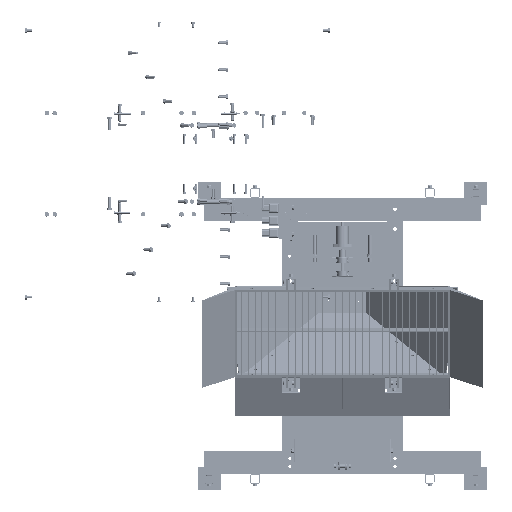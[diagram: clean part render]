
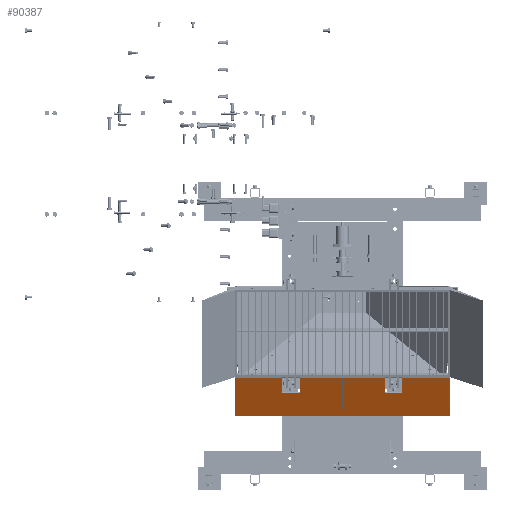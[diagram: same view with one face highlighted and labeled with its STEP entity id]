
A CAD part, top view. The second image highlights one B-rep face of the part: STEP entity #90387.
In plain terms, the highlighted planar face has unit normal (0, -0.481, 0.876).
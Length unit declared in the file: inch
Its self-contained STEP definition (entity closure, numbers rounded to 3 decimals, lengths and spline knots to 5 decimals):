
#34979=VERTEX_POINT('',#147167);
#34980=VERTEX_POINT('',#147168);
#34995=VERTEX_POINT('',#147199);
#35002=VERTEX_POINT('',#147218);
#35004=VERTEX_POINT('',#147222);
#35005=VERTEX_POINT('',#147223);
#35014=VERTEX_POINT('',#147251);
#35018=VERTEX_POINT('',#147260);
#35019=VERTEX_POINT('',#147264);
#35024=VERTEX_POINT('',#147278);
#35025=VERTEX_POINT('',#147280);
#35026=VERTEX_POINT('',#147285);
#41645=VECTOR('',#113178,1.);
#41659=VECTOR('',#113196,1.);
#41664=VECTOR('',#113215,1.);
#41666=VECTOR('',#113222,1.);
#41681=VECTOR('',#113245,1.);
#41682=VECTOR('',#113247,1.);
#41687=VECTOR('',#113253,1.);
#41689=VECTOR('',#113258,1.);
#41691=VECTOR('',#113261,1.);
#41692=VECTOR('',#113262,1.);
#48316=LINE('',#147166,#41645);
#48330=LINE('',#147200,#41659);
#48335=LINE('',#147219,#41664);
#48337=LINE('',#147229,#41666);
#48352=LINE('',#147261,#41681);
#48353=LINE('',#147263,#41682);
#48358=LINE('',#147274,#41687);
#48360=LINE('',#147279,#41689);
#48362=LINE('',#147283,#41691);
#48363=LINE('',#147284,#41692);
#58036=EDGE_CURVE('',#34979,#34980,#48316,.T.);
#58053=EDGE_CURVE('',#34980,#34995,#48330,.T.);
#58064=EDGE_CURVE('',#35002,#34995,#48335,.T.);
#58066=EDGE_CURVE('',#35004,#35005,#48335,.T.);
#58070=EDGE_CURVE('',#35004,#34979,#48337,.T.);
#58089=EDGE_CURVE('',#35014,#35018,#48352,.T.);
#58090=EDGE_CURVE('',#35018,#35019,#48353,.T.);
#58099=EDGE_CURVE('',#35019,#35005,#48358,.T.);
#58102=EDGE_CURVE('',#35024,#35025,#48360,.T.);
#58104=EDGE_CURVE('',#35025,#35002,#48362,.T.);
#58105=EDGE_CURVE('',#35026,#35024,#48363,.T.);
#58106=EDGE_CURVE('',#35014,#35026,#48335,.T.);
#77551=ORIENTED_EDGE('',*,*,#58053,.T.);
#77552=ORIENTED_EDGE('',*,*,#58064,.F.);
#77553=ORIENTED_EDGE('',*,*,#58104,.F.);
#77554=ORIENTED_EDGE('',*,*,#58102,.F.);
#77555=ORIENTED_EDGE('',*,*,#58105,.F.);
#77556=ORIENTED_EDGE('',*,*,#58106,.F.);
#77557=ORIENTED_EDGE('',*,*,#58089,.T.);
#77558=ORIENTED_EDGE('',*,*,#58090,.T.);
#77559=ORIENTED_EDGE('',*,*,#58099,.T.);
#77560=ORIENTED_EDGE('',*,*,#58066,.F.);
#77561=ORIENTED_EDGE('',*,*,#58070,.T.);
#77562=ORIENTED_EDGE('',*,*,#58036,.T.);
#82092=EDGE_LOOP('',(#77551,#77552,#77553,#77554,#77555,#77556,#77557,#77558,
#77559,#77560,#77561,#77562));
#86582=FACE_BOUND('',#82092,.T.);
#90387=ADVANCED_FACE('',(#86582),#149784,.T.);
#96559=AXIS2_PLACEMENT_3D('',#147282,#113260,$);
#113178=DIRECTION('',(-1.,0.,0.));
#113196=DIRECTION('',(0.,0.876,0.481));
#113215=DIRECTION('',(1.,0.,0.));
#113222=DIRECTION('',(0.,-0.876,-0.481));
#113245=DIRECTION('',(0.,-0.876,-0.481));
#113247=DIRECTION('',(-1.,0.,0.));
#113253=DIRECTION('',(0.,0.876,0.481));
#113258=DIRECTION('',(-1.,0.,0.));
#113260=DIRECTION('',(0.,-0.481,0.876));
#113261=DIRECTION('',(0.,0.876,0.481));
#113262=DIRECTION('',(0.,-0.876,-0.481));
#147166=CARTESIAN_POINT('',(-17.00212,-61.28178,163.78114));
#147167=CARTESIAN_POINT('',(-28.28925,-61.28178,163.78114));
#147168=CARTESIAN_POINT('',(-39.71925,-61.28178,163.78114));
#147199=CARTESIAN_POINT('',(-39.71925,-49.85513,170.0577));
#147200=CARTESIAN_POINT('',(-39.71925,-59.32106,164.85815));
#147218=CARTESIAN_POINT('',(-71.12,-49.85513,170.0577));
#147219=CARTESIAN_POINT('',(0.,-49.85513,170.0577));
#147222=CARTESIAN_POINT('',(-28.28925,-49.85513,170.0577));
#147223=CARTESIAN_POINT('',(28.28925,-49.85513,170.0577));
#147229=CARTESIAN_POINT('',(-28.28925,-59.32106,164.85815));
#147251=CARTESIAN_POINT('',(39.71925,-49.85513,170.0577));
#147260=CARTESIAN_POINT('',(39.71925,-61.28178,163.78114));
#147261=CARTESIAN_POINT('',(39.71925,-59.32106,164.85815));
#147263=CARTESIAN_POINT('',(17.00213,-61.28178,163.78114));
#147264=CARTESIAN_POINT('',(28.28925,-61.28178,163.78114));
#147274=CARTESIAN_POINT('',(28.28925,-59.32106,164.85815));
#147278=CARTESIAN_POINT('',(71.12,-76.45343,155.44749));
#147279=CARTESIAN_POINT('',(71.12,-76.45343,155.44749));
#147280=CARTESIAN_POINT('',(-71.12,-76.45343,155.44749));
#147282=CARTESIAN_POINT('',(0.,-63.07366,162.79688));
#147283=CARTESIAN_POINT('',(-71.12,-76.45343,155.44749));
#147284=CARTESIAN_POINT('',(71.12,-49.69388,170.14627));
#147285=CARTESIAN_POINT('',(71.12,-49.85513,170.0577));
#149784=PLANE('',#96559);
